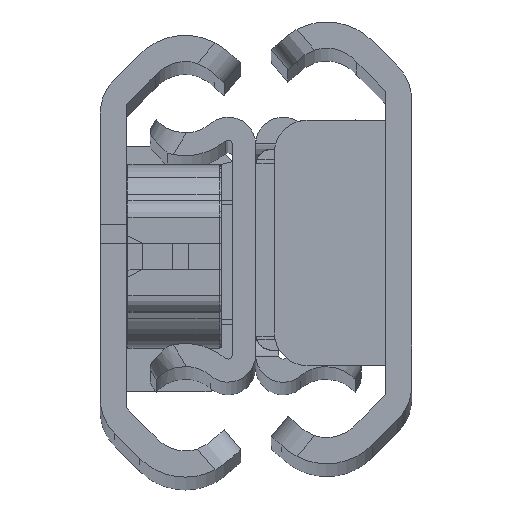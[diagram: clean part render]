
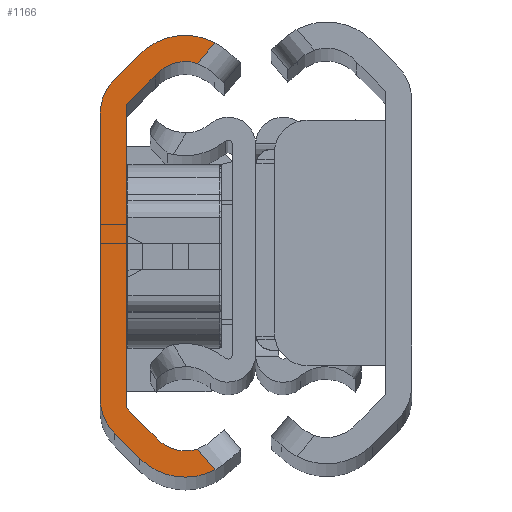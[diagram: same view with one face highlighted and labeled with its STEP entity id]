
A CAD part, top view. The second image highlights one B-rep face of the part: STEP entity #1166.
In plain terms, the highlighted planar face has unit normal (0, 0, 1).
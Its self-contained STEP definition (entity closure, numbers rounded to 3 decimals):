
#107 = CARTESIAN_POINT ( 'NONE',  ( 0.879, 10.811, 0. ) ) ;
#151 = DIRECTION ( 'NONE',  ( 0., -1., 0. ) ) ;
#246 = ORIENTED_EDGE ( 'NONE', *, *, #851, .T. ) ;
#282 = VERTEX_POINT ( 'NONE', #1504 ) ;
#294 = VERTEX_POINT ( 'NONE', #4480 ) ;
#298 = CARTESIAN_POINT ( 'NONE',  ( 2.414, 12.346, 0. ) ) ;
#313 = DIRECTION ( 'NONE',  ( 1., 0., 0. ) ) ;
#324 = AXIS2_PLACEMENT_3D ( 'NONE', #5068, #5269, #7624 ) ;
#328 = DIRECTION ( 'NONE',  ( 1., 0., 0. ) ) ;
#425 = AXIS2_PLACEMENT_3D ( 'NONE', #6198, #913, #7498 ) ;
#527 = VERTEX_POINT ( 'NONE', #4728 ) ;
#616 = EDGE_CURVE ( 'NONE', #3617, #282, #2726, .T. ) ;
#691 = EDGE_CURVE ( 'NONE', #6868, #4126, #3735, .T. ) ;
#799 = DIRECTION ( 'NONE',  ( 0.643, 0.766, 0. ) ) ;
#809 = CARTESIAN_POINT ( 'NONE',  ( 0.879, -10.811, 0. ) ) ;
#851 = EDGE_CURVE ( 'NONE', #4126, #6513, #5579, .T. ) ;
#858 = LINE ( 'NONE', #3216, #1396 ) ;
#913 = DIRECTION ( 'NONE',  ( 0., 0., 1. ) ) ;
#923 = DIRECTION ( 'NONE',  ( 0., 0., -1. ) ) ;
#954 = LINE ( 'NONE', #298, #4005 ) ;
#964 = DIRECTION ( 'NONE',  ( 0., 0., -1. ) ) ;
#989 = EDGE_CURVE ( 'NONE', #6944, #2230, #7534, .T. ) ;
#997 = ORIENTED_EDGE ( 'NONE', *, *, #6313, .T. ) ;
#1106 = VERTEX_POINT ( 'NONE', #2211 ) ;
#1166 = ADVANCED_FACE ( 'NONE', ( #3883 ), #6263, .T. ) ;
#1220 = EDGE_CURVE ( 'NONE', #7492, #1106, #6509, .T. ) ;
#1229 = ORIENTED_EDGE ( 'NONE', *, *, #5082, .T. ) ;
#1269 = CARTESIAN_POINT ( 'NONE',  ( 0., -8.689, 0. ) ) ;
#1293 = VERTEX_POINT ( 'NONE', #5204 ) ;
#1353 = EDGE_CURVE ( 'NONE', #2230, #294, #5519, .T. ) ;
#1388 = DIRECTION ( 'NONE',  ( 0., 1., 0. ) ) ;
#1396 = VECTOR ( 'NONE', #7222, 1000. ) ;
#1416 = DIRECTION ( 'NONE',  ( -0.707, -0.707, 0. ) ) ;
#1497 = EDGE_CURVE ( 'NONE', #3005, #1293, #1939, .T. ) ;
#1504 = CARTESIAN_POINT ( 'NONE',  ( 2.414, -12.346, 0. ) ) ;
#1522 = AXIS2_PLACEMENT_3D ( 'NONE', #5529, #7180, #4948 ) ;
#1537 = CARTESIAN_POINT ( 'NONE',  ( 2.414, -12.346, 0. ) ) ;
#1543 = CARTESIAN_POINT ( 'NONE',  ( 5.2, 9.52, 0. ) ) ;
#1939 = LINE ( 'NONE', #4287, #4356 ) ;
#1961 = DIRECTION ( 'NONE',  ( 0.707, 0.707, 0. ) ) ;
#2022 = CARTESIAN_POINT ( 'NONE',  ( 1.6, -9.269, 0. ) ) ;
#2060 = EDGE_CURVE ( 'NONE', #282, #7492, #3618, .T. ) ;
#2211 = CARTESIAN_POINT ( 'NONE',  ( 5.946, -11.78, 0. ) ) ;
#2230 = VERTEX_POINT ( 'NONE', #7066 ) ;
#2450 = CARTESIAN_POINT ( 'NONE',  ( 3.359, 11.028, 0. ) ) ;
#2607 = ORIENTED_EDGE ( 'NONE', *, *, #2060, .T. ) ;
#2666 = DIRECTION ( 'NONE',  ( 1., 0., 0. ) ) ;
#2726 = LINE ( 'NONE', #1537, #5441 ) ;
#2787 = CARTESIAN_POINT ( 'NONE',  ( 3., 8.689, 0. ) ) ;
#2888 = CARTESIAN_POINT ( 'NONE',  ( 3.359, 11.028, 0. ) ) ;
#2900 = EDGE_LOOP ( 'NONE', ( #2607, #6466, #1229, #6893, #6511, #3681, #4307, #5567, #246, #997, #6353, #3587, #4850, #7483 ) ) ;
#2921 = CARTESIAN_POINT ( 'NONE',  ( 5.946, 11.78, 0. ) ) ;
#2979 = CARTESIAN_POINT ( 'NONE',  ( 2.414, 12.346, 0. ) ) ;
#3005 = VERTEX_POINT ( 'NONE', #2022 ) ;
#3006 = AXIS2_PLACEMENT_3D ( 'NONE', #1543, #923, #2666 ) ;
#3012 = VECTOR ( 'NONE', #1961, 1000. ) ;
#3216 = CARTESIAN_POINT ( 'NONE',  ( 3.359, -11.028, 0. ) ) ;
#3242 = VECTOR ( 'NONE', #799, 1000. ) ;
#3406 = DIRECTION ( 'NONE',  ( 0., 0., 1. ) ) ;
#3587 = ORIENTED_EDGE ( 'NONE', *, *, #1353, .T. ) ;
#3617 = VERTEX_POINT ( 'NONE', #809 ) ;
#3618 = CIRCLE ( 'NONE', #425, 3.94 ) ;
#3655 = LINE ( 'NONE', #2450, #3012 ) ;
#3681 = ORIENTED_EDGE ( 'NONE', *, *, #6238, .T. ) ;
#3735 = LINE ( 'NONE', #6084, #3242 ) ;
#3739 = AXIS2_PLACEMENT_3D ( 'NONE', #2787, #3406, #328 ) ;
#3856 = CARTESIAN_POINT ( 'NONE',  ( 7.017, -13.056, 0. ) ) ;
#3883 = FACE_OUTER_BOUND ( 'NONE', #2900, .T. ) ;
#3995 = AXIS2_PLACEMENT_3D ( 'NONE', #7445, #964, #313 ) ;
#4005 = VECTOR ( 'NONE', #1416, 1000. ) ;
#4126 = VERTEX_POINT ( 'NONE', #4391 ) ;
#4287 = CARTESIAN_POINT ( 'NONE',  ( 1.6, 9.269, 0. ) ) ;
#4307 = ORIENTED_EDGE ( 'NONE', *, *, #5840, .T. ) ;
#4356 = VECTOR ( 'NONE', #1388, 1000. ) ;
#4391 = CARTESIAN_POINT ( 'NONE',  ( 7.017, 13.056, 0. ) ) ;
#4480 = CARTESIAN_POINT ( 'NONE',  ( 0., -8.689, 0. ) ) ;
#4529 = EDGE_CURVE ( 'NONE', #527, #3005, #858, .T. ) ;
#4728 = CARTESIAN_POINT ( 'NONE',  ( 3.359, -11.028, 0. ) ) ;
#4794 = DIRECTION ( 'NONE',  ( 0., 0., 1. ) ) ;
#4807 = VERTEX_POINT ( 'NONE', #2888 ) ;
#4850 = ORIENTED_EDGE ( 'NONE', *, *, #6871, .T. ) ;
#4948 = DIRECTION ( 'NONE',  ( 1., 0., 0. ) ) ;
#5068 = CARTESIAN_POINT ( 'NONE',  ( 3., -8.689, 0. ) ) ;
#5082 = EDGE_CURVE ( 'NONE', #1106, #527, #7182, .T. ) ;
#5204 = CARTESIAN_POINT ( 'NONE',  ( 1.6, 9.269, 0. ) ) ;
#5254 = CARTESIAN_POINT ( 'NONE',  ( 5.2, 9.56, 0. ) ) ;
#5269 = DIRECTION ( 'NONE',  ( 0., 0., 1. ) ) ;
#5283 = DIRECTION ( 'NONE',  ( 1., 0., 0. ) ) ;
#5343 = CIRCLE ( 'NONE', #3006, 2.38 ) ;
#5441 = VECTOR ( 'NONE', #6701, 1000. ) ;
#5489 = CIRCLE ( 'NONE', #324, 3. ) ;
#5519 = LINE ( 'NONE', #1269, #6072 ) ;
#5529 = CARTESIAN_POINT ( 'NONE',  ( 3., 8.689, 0. ) ) ;
#5567 = ORIENTED_EDGE ( 'NONE', *, *, #691, .T. ) ;
#5579 = CIRCLE ( 'NONE', #6200, 3.94 ) ;
#5817 = CARTESIAN_POINT ( 'NONE',  ( -5.35, 1.683, 0. ) ) ;
#5840 = EDGE_CURVE ( 'NONE', #4807, #6868, #5343, .T. ) ;
#6072 = VECTOR ( 'NONE', #151, 1000. ) ;
#6084 = CARTESIAN_POINT ( 'NONE',  ( 3.207, 8.515, 0. ) ) ;
#6198 = CARTESIAN_POINT ( 'NONE',  ( 5.2, -9.56, 0. ) ) ;
#6200 = AXIS2_PLACEMENT_3D ( 'NONE', #5254, #4794, #5283 ) ;
#6238 = EDGE_CURVE ( 'NONE', #1293, #4807, #3655, .T. ) ;
#6263 = PLANE ( 'NONE',  #3739 ) ;
#6313 = EDGE_CURVE ( 'NONE', #6513, #6944, #954, .T. ) ;
#6353 = ORIENTED_EDGE ( 'NONE', *, *, #989, .T. ) ;
#6362 = DIRECTION ( 'NONE',  ( -0.643, 0.766, 0. ) ) ;
#6466 = ORIENTED_EDGE ( 'NONE', *, *, #1220, .T. ) ;
#6509 = LINE ( 'NONE', #5817, #6561 ) ;
#6511 = ORIENTED_EDGE ( 'NONE', *, *, #1497, .T. ) ;
#6513 = VERTEX_POINT ( 'NONE', #2979 ) ;
#6561 = VECTOR ( 'NONE', #6362, 1000. ) ;
#6701 = DIRECTION ( 'NONE',  ( 0.707, -0.707, 0. ) ) ;
#6868 = VERTEX_POINT ( 'NONE', #2921 ) ;
#6871 = EDGE_CURVE ( 'NONE', #294, #3617, #5489, .T. ) ;
#6893 = ORIENTED_EDGE ( 'NONE', *, *, #4529, .T. ) ;
#6944 = VERTEX_POINT ( 'NONE', #107 ) ;
#7066 = CARTESIAN_POINT ( 'NONE',  ( 0., 8.689, 0. ) ) ;
#7180 = DIRECTION ( 'NONE',  ( 0., 0., 1. ) ) ;
#7182 = CIRCLE ( 'NONE', #3995, 2.38 ) ;
#7222 = DIRECTION ( 'NONE',  ( -0.707, 0.707, 0. ) ) ;
#7445 = CARTESIAN_POINT ( 'NONE',  ( 5.2, -9.52, 0. ) ) ;
#7483 = ORIENTED_EDGE ( 'NONE', *, *, #616, .T. ) ;
#7492 = VERTEX_POINT ( 'NONE', #3856 ) ;
#7498 = DIRECTION ( 'NONE',  ( 1., 0., 0. ) ) ;
#7534 = CIRCLE ( 'NONE', #1522, 3. ) ;
#7624 = DIRECTION ( 'NONE',  ( 1., 0., 0. ) ) ;
